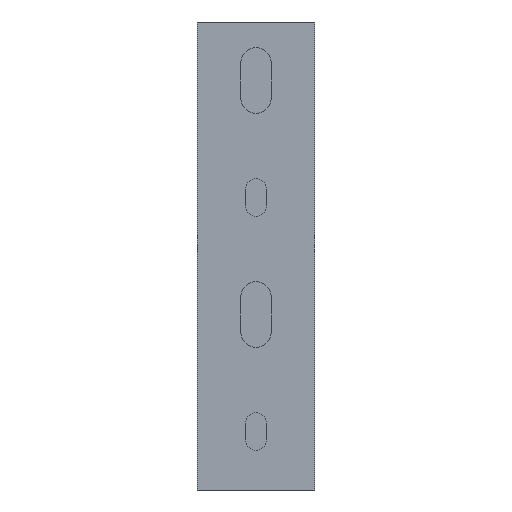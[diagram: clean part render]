
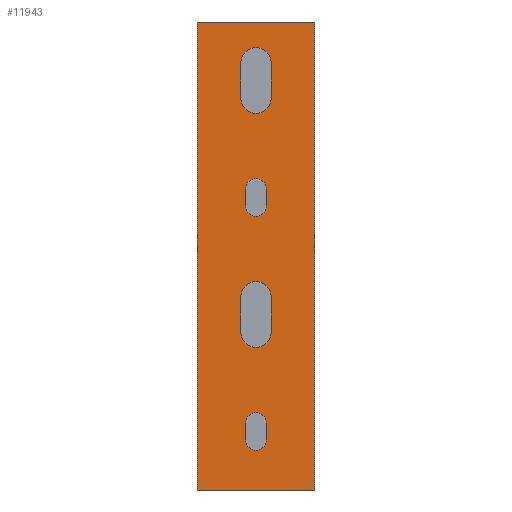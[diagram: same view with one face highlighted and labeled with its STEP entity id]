
A CAD part, front view. The second image highlights one B-rep face of the part: STEP entity #11943.
In plain terms, the highlighted planar face has unit normal (0, -1, 0).
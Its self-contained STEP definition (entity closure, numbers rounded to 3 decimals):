
#1310=DIRECTION('',(0.,0.,-1.));
#1311=VECTOR('',#1310,100.);
#1312=CARTESIAN_POINT('',(-12.55,-1.3,0.));
#1313=LINE('',#1312,#1311);
#4401=DIRECTION('',(1.,0.,0.));
#4402=VECTOR('',#4401,25.1);
#4403=CARTESIAN_POINT('',(-12.55,-1.3,0.));
#4404=LINE('',#4403,#4402);
#4408=DIRECTION('',(0.,0.,-1.));
#4409=VECTOR('',#4408,100.);
#4410=CARTESIAN_POINT('',(12.55,-1.3,0.));
#4411=LINE('',#4410,#4409);
#4415=DIRECTION('',(-1.,0.,0.));
#4416=VECTOR('',#4415,25.1);
#4417=CARTESIAN_POINT('',(12.55,-1.3,-100.));
#4418=LINE('',#4417,#4416);
#4422=DIRECTION('',(0.,0.,1.));
#4423=VECTOR('',#4422,7.5);
#4424=CARTESIAN_POINT('',(3.25,-1.3,-16.25));
#4425=LINE('',#4424,#4423);
#4429=DIRECTION('',(0.,0.,1.));
#4430=VECTOR('',#4429,7.5);
#4431=CARTESIAN_POINT('',(-3.25,-1.3,-16.25));
#4432=LINE('',#4431,#4430);
#4436=DIRECTION('',(0.,0.,1.));
#4437=VECTOR('',#4436,3.5);
#4438=CARTESIAN_POINT('',(2.25,-1.3,-39.25));
#4439=LINE('',#4438,#4437);
#4443=DIRECTION('',(0.,0.,1.));
#4444=VECTOR('',#4443,3.5);
#4445=CARTESIAN_POINT('',(-2.25,-1.3,-39.25));
#4446=LINE('',#4445,#4444);
#4450=DIRECTION('',(0.,0.,1.));
#4451=VECTOR('',#4450,7.5);
#4452=CARTESIAN_POINT('',(3.25,-1.3,-66.25));
#4453=LINE('',#4452,#4451);
#4457=DIRECTION('',(0.,0.,1.));
#4458=VECTOR('',#4457,7.5);
#4459=CARTESIAN_POINT('',(-3.25,-1.3,-66.25));
#4460=LINE('',#4459,#4458);
#4464=DIRECTION('',(0.,0.,1.));
#4465=VECTOR('',#4464,3.5);
#4466=CARTESIAN_POINT('',(2.25,-1.3,-89.25));
#4467=LINE('',#4466,#4465);
#4471=DIRECTION('',(0.,0.,1.));
#4472=VECTOR('',#4471,3.5);
#4473=CARTESIAN_POINT('',(-2.25,-1.3,-89.25));
#4474=LINE('',#4473,#4472);
#4478=CARTESIAN_POINT('',(0.,-1.3,-16.25));
#4479=DIRECTION('',(0.,1.,0.));
#4480=DIRECTION('',(1.,0.,0.));
#4481=AXIS2_PLACEMENT_3D('',#4478,#4479,#4480);
#4516=CARTESIAN_POINT('',(0.,-1.3,-8.75));
#4517=DIRECTION('',(0.,1.,0.));
#4518=DIRECTION('',(-1.,0.,0.));
#4519=AXIS2_PLACEMENT_3D('',#4516,#4517,#4518);
#4538=CARTESIAN_POINT('',(0.,-1.3,-39.25));
#4539=DIRECTION('',(0.,1.,0.));
#4540=DIRECTION('',(1.,0.,0.));
#4541=AXIS2_PLACEMENT_3D('',#4538,#4539,#4540);
#4576=CARTESIAN_POINT('',(0.,-1.3,-35.75));
#4577=DIRECTION('',(0.,1.,0.));
#4578=DIRECTION('',(-1.,0.,0.));
#4579=AXIS2_PLACEMENT_3D('',#4576,#4577,#4578);
#4598=CARTESIAN_POINT('',(0.,-1.3,-66.25));
#4599=DIRECTION('',(0.,1.,0.));
#4600=DIRECTION('',(1.,0.,0.));
#4601=AXIS2_PLACEMENT_3D('',#4598,#4599,#4600);
#4636=CARTESIAN_POINT('',(0.,-1.3,-58.75));
#4637=DIRECTION('',(0.,1.,0.));
#4638=DIRECTION('',(-1.,0.,0.));
#4639=AXIS2_PLACEMENT_3D('',#4636,#4637,#4638);
#4658=CARTESIAN_POINT('',(0.,-1.3,-89.25));
#4659=DIRECTION('',(0.,1.,0.));
#4660=DIRECTION('',(1.,0.,0.));
#4661=AXIS2_PLACEMENT_3D('',#4658,#4659,#4660);
#4696=CARTESIAN_POINT('',(0.,-1.3,-85.75));
#4697=DIRECTION('',(0.,1.,0.));
#4698=DIRECTION('',(-1.,0.,0.));
#4699=AXIS2_PLACEMENT_3D('',#4696,#4697,#4698);
#7228=CARTESIAN_POINT('',(-3.25,-1.3,-8.75));
#7229=CARTESIAN_POINT('',(3.25,-1.3,-8.75));
#7230=VERTEX_POINT('',#7228);
#7231=VERTEX_POINT('',#7229);
#7240=CARTESIAN_POINT('',(3.25,-1.3,-16.25));
#7241=CARTESIAN_POINT('',(-3.25,-1.3,-16.25));
#7242=VERTEX_POINT('',#7240);
#7243=VERTEX_POINT('',#7241);
#7244=CARTESIAN_POINT('',(-2.25,-1.3,-35.75));
#7245=CARTESIAN_POINT('',(2.25,-1.3,-35.75));
#7246=VERTEX_POINT('',#7244);
#7247=VERTEX_POINT('',#7245);
#7256=CARTESIAN_POINT('',(2.25,-1.3,-39.25));
#7257=CARTESIAN_POINT('',(-2.25,-1.3,-39.25));
#7258=VERTEX_POINT('',#7256);
#7259=VERTEX_POINT('',#7257);
#7260=CARTESIAN_POINT('',(-3.25,-1.3,-66.25));
#7261=CARTESIAN_POINT('',(-3.25,-1.3,-58.75));
#7262=VERTEX_POINT('',#7260);
#7263=VERTEX_POINT('',#7261);
#7264=CARTESIAN_POINT('',(-2.25,-1.3,-89.25));
#7265=CARTESIAN_POINT('',(-2.25,-1.3,-85.75));
#7266=VERTEX_POINT('',#7264);
#7267=VERTEX_POINT('',#7265);
#7276=CARTESIAN_POINT('',(3.25,-1.3,-66.25));
#7277=CARTESIAN_POINT('',(3.25,-1.3,-58.75));
#7278=VERTEX_POINT('',#7276);
#7279=VERTEX_POINT('',#7277);
#7280=CARTESIAN_POINT('',(2.25,-1.3,-89.25));
#7281=CARTESIAN_POINT('',(2.25,-1.3,-85.75));
#7282=VERTEX_POINT('',#7280);
#7283=VERTEX_POINT('',#7281);
#7292=CARTESIAN_POINT('',(-12.55,-1.3,0.));
#7293=CARTESIAN_POINT('',(-12.55,-1.3,-100.));
#7294=VERTEX_POINT('',#7292);
#7295=VERTEX_POINT('',#7293);
#7296=CARTESIAN_POINT('',(12.55,-1.3,0.));
#7297=CARTESIAN_POINT('',(12.55,-1.3,-100.));
#7298=VERTEX_POINT('',#7296);
#7299=VERTEX_POINT('',#7297);
#11892=CARTESIAN_POINT('',(-12.55,-1.3,0.));
#11893=DIRECTION('',(0.,-1.,0.));
#11894=DIRECTION('',(1.,0.,0.));
#11895=AXIS2_PLACEMENT_3D('',#11892,#11893,#11894);
#11896=PLANE('',#11895);
#11897=ORIENTED_EDGE('',*,*,#8549,.T.);
#11898=ORIENTED_EDGE('',*,*,#8698,.T.);
#11899=ORIENTED_EDGE('',*,*,#9211,.T.);
#11900=ORIENTED_EDGE('',*,*,#9473,.F.);
#11901=EDGE_LOOP('',(#11897,#11898,#11899,#11900));
#11902=FACE_OUTER_BOUND('',#11901,.F.);
#11904=ORIENTED_EDGE('',*,*,#11903,.F.);
#11906=ORIENTED_EDGE('',*,*,#11905,.T.);
#11908=ORIENTED_EDGE('',*,*,#11907,.F.);
#11910=ORIENTED_EDGE('',*,*,#11909,.F.);
#11911=EDGE_LOOP('',(#11904,#11906,#11908,#11910));
#11912=FACE_BOUND('',#11911,.F.);
#11914=ORIENTED_EDGE('',*,*,#11913,.F.);
#11916=ORIENTED_EDGE('',*,*,#11915,.T.);
#11918=ORIENTED_EDGE('',*,*,#11917,.F.);
#11920=ORIENTED_EDGE('',*,*,#11919,.F.);
#11921=EDGE_LOOP('',(#11914,#11916,#11918,#11920));
#11922=FACE_BOUND('',#11921,.F.);
#11924=ORIENTED_EDGE('',*,*,#11923,.F.);
#11926=ORIENTED_EDGE('',*,*,#11925,.T.);
#11928=ORIENTED_EDGE('',*,*,#11927,.F.);
#11930=ORIENTED_EDGE('',*,*,#11929,.F.);
#11931=EDGE_LOOP('',(#11924,#11926,#11928,#11930));
#11932=FACE_BOUND('',#11931,.F.);
#11934=ORIENTED_EDGE('',*,*,#11933,.F.);
#11936=ORIENTED_EDGE('',*,*,#11935,.T.);
#11938=ORIENTED_EDGE('',*,*,#11937,.F.);
#11940=ORIENTED_EDGE('',*,*,#11939,.F.);
#11941=EDGE_LOOP('',(#11934,#11936,#11938,#11940));
#11942=FACE_BOUND('',#11941,.F.);
#4482=CIRCLE('',#4481,3.25);
#4520=CIRCLE('',#4519,3.25);
#4542=CIRCLE('',#4541,2.25);
#4580=CIRCLE('',#4579,2.25);
#4602=CIRCLE('',#4601,3.25);
#4640=CIRCLE('',#4639,3.25);
#4662=CIRCLE('',#4661,2.25);
#4700=CIRCLE('',#4699,2.25);
#8549=EDGE_CURVE('',#7294,#7298,#4404,.T.);
#8698=EDGE_CURVE('',#7298,#7299,#4411,.T.);
#9211=EDGE_CURVE('',#7299,#7295,#4418,.T.);
#9473=EDGE_CURVE('',#7294,#7295,#1313,.T.);
#11903=EDGE_CURVE('',#7242,#7243,#4482,.T.);
#11905=EDGE_CURVE('',#7242,#7231,#4425,.T.);
#11907=EDGE_CURVE('',#7230,#7231,#4520,.T.);
#11909=EDGE_CURVE('',#7243,#7230,#4432,.T.);
#11913=EDGE_CURVE('',#7258,#7259,#4542,.T.);
#11915=EDGE_CURVE('',#7258,#7247,#4439,.T.);
#11917=EDGE_CURVE('',#7246,#7247,#4580,.T.);
#11919=EDGE_CURVE('',#7259,#7246,#4446,.T.);
#11923=EDGE_CURVE('',#7278,#7262,#4602,.T.);
#11925=EDGE_CURVE('',#7278,#7279,#4453,.T.);
#11927=EDGE_CURVE('',#7263,#7279,#4640,.T.);
#11929=EDGE_CURVE('',#7262,#7263,#4460,.T.);
#11933=EDGE_CURVE('',#7282,#7266,#4662,.T.);
#11935=EDGE_CURVE('',#7282,#7283,#4467,.T.);
#11937=EDGE_CURVE('',#7267,#7283,#4700,.T.);
#11939=EDGE_CURVE('',#7266,#7267,#4474,.T.);
#11943=ADVANCED_FACE('',(#11902,#11912,#11922,#11932,#11942),#11896,.T.);
